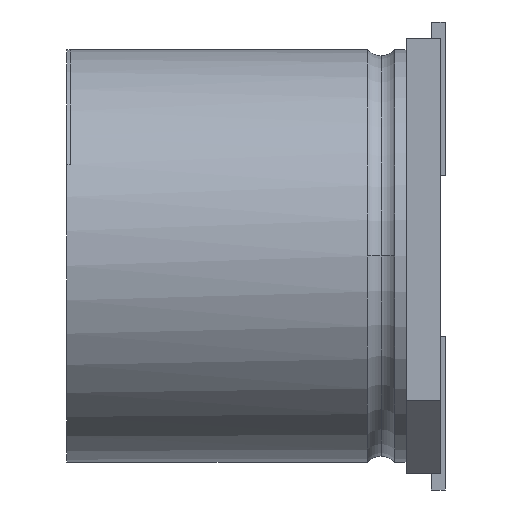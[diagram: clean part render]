
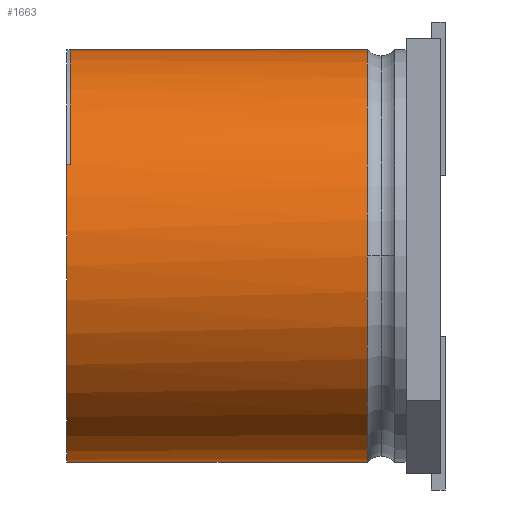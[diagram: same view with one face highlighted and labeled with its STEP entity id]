
A CAD part, left-side view. The second image highlights one B-rep face of the part: STEP entity #1663.
In plain terms, the highlighted cylindrical face has radius 9 mm (diameter 18 mm), a partial arc.
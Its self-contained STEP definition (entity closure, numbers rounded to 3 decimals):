
#16 = AXIS2_PLACEMENT_3D ( 'NONE', #535, #533, #1142 ) ;
#50 = EDGE_CURVE ( 'NONE', #1524, #1003, #932, .T. ) ;
#84 = CARTESIAN_POINT ( 'NONE',  ( 0., 3.4, 9. ) ) ;
#148 = AXIS2_PLACEMENT_3D ( 'NONE', #365, #1291, #508 ) ;
#159 = CARTESIAN_POINT ( 'NONE',  ( 0., 3.4, 0. ) ) ;
#274 = CARTESIAN_POINT ( 'NONE',  ( -8.062, 16.5, 4. ) ) ;
#276 = AXIS2_PLACEMENT_3D ( 'NONE', #307, #737, #1204 ) ;
#287 = CARTESIAN_POINT ( 'NONE',  ( 0., 16.5, -9. ) ) ;
#307 = CARTESIAN_POINT ( 'NONE',  ( 0., 16.5, 0. ) ) ;
#365 = CARTESIAN_POINT ( 'NONE',  ( 0., 3.4, 0. ) ) ;
#374 = ORIENTED_EDGE ( 'NONE', *, *, #470, .F. ) ;
#381 = DIRECTION ( 'NONE',  ( 0., -1., 0. ) ) ;
#415 = CARTESIAN_POINT ( 'NONE',  ( 0., 16.35, 0. ) ) ;
#440 = LINE ( 'NONE', #1248, #1765 ) ;
#470 = EDGE_CURVE ( 'NONE', #1619, #1003, #874, .T. ) ;
#508 = DIRECTION ( 'NONE',  ( 1., 0., 0. ) ) ;
#533 = DIRECTION ( 'NONE',  ( 0., 1., 0. ) ) ;
#535 = CARTESIAN_POINT ( 'NONE',  ( 0., 16.5, 0. ) ) ;
#586 = CYLINDRICAL_SURFACE ( 'NONE', #276, 9. ) ;
#612 = DIRECTION ( 'NONE',  ( 1., 0., 0. ) ) ;
#664 = FACE_OUTER_BOUND ( 'NONE', #1690, .T. ) ;
#671 = CARTESIAN_POINT ( 'NONE',  ( 0., 16.5, 9. ) ) ;
#693 = VERTEX_POINT ( 'NONE', #274 ) ;
#737 = DIRECTION ( 'NONE',  ( 0., -1., 0. ) ) ;
#783 = LINE ( 'NONE', #671, #954 ) ;
#793 = VERTEX_POINT ( 'NONE', #1534 ) ;
#845 = EDGE_CURVE ( 'NONE', #1433, #1619, #1558, .T. ) ;
#867 = CARTESIAN_POINT ( 'NONE',  ( -8.062, 16.35, 4. ) ) ;
#874 = CIRCLE ( 'NONE', #148, 9. ) ;
#930 = EDGE_CURVE ( 'NONE', #1194, #693, #440, .T. ) ;
#932 = LINE ( 'NONE', #287, #1634 ) ;
#954 = VECTOR ( 'NONE', #381, 1000. ) ;
#1003 = VERTEX_POINT ( 'NONE', #1105 ) ;
#1017 = DIRECTION ( 'NONE',  ( 0., 1., 0. ) ) ;
#1028 = ORIENTED_EDGE ( 'NONE', *, *, #1444, .F. ) ;
#1081 = AXIS2_PLACEMENT_3D ( 'NONE', #159, #1846, #612 ) ;
#1105 = CARTESIAN_POINT ( 'NONE',  ( 0., 3.4, -9. ) ) ;
#1142 = DIRECTION ( 'NONE',  ( 0., 0., 1. ) ) ;
#1189 = CIRCLE ( 'NONE', #16, 9. ) ;
#1191 = ORIENTED_EDGE ( 'NONE', *, *, #50, .T. ) ;
#1193 = DIRECTION ( 'NONE',  ( 0., -1., 0. ) ) ;
#1194 = VERTEX_POINT ( 'NONE', #867 ) ;
#1204 = DIRECTION ( 'NONE',  ( 0., 0., -1. ) ) ;
#1248 = CARTESIAN_POINT ( 'NONE',  ( -8.062, 16.35, 4. ) ) ;
#1291 = DIRECTION ( 'NONE',  ( 0., -1., 0. ) ) ;
#1384 = ORIENTED_EDGE ( 'NONE', *, *, #1437, .F. ) ;
#1433 = VERTEX_POINT ( 'NONE', #84 ) ;
#1437 = EDGE_CURVE ( 'NONE', #793, #1433, #783, .T. ) ;
#1444 = EDGE_CURVE ( 'NONE', #1524, #693, #1189, .T. ) ;
#1458 = ORIENTED_EDGE ( 'NONE', *, *, #1547, .F. ) ;
#1484 = CARTESIAN_POINT ( 'NONE',  ( -9., 3.4, 0. ) ) ;
#1524 = VERTEX_POINT ( 'NONE', #1620 ) ;
#1534 = CARTESIAN_POINT ( 'NONE',  ( 0., 16.35, 9. ) ) ;
#1545 = AXIS2_PLACEMENT_3D ( 'NONE', #415, #1017, #1773 ) ;
#1547 = EDGE_CURVE ( 'NONE', #1194, #793, #1728, .T. ) ;
#1558 = CIRCLE ( 'NONE', #1081, 9. ) ;
#1619 = VERTEX_POINT ( 'NONE', #1484 ) ;
#1620 = CARTESIAN_POINT ( 'NONE',  ( 0., 16.5, -9. ) ) ;
#1634 = VECTOR ( 'NONE', #1193, 1000. ) ;
#1663 = ADVANCED_FACE ( 'NONE', ( #664 ), #586, .T. ) ;
#1690 = EDGE_LOOP ( 'NONE', ( #1384, #1458, #1736, #1028, #1191, #374, #1732 ) ) ;
#1728 = CIRCLE ( 'NONE', #1545, 9. ) ;
#1732 = ORIENTED_EDGE ( 'NONE', *, *, #845, .F. ) ;
#1736 = ORIENTED_EDGE ( 'NONE', *, *, #930, .T. ) ;
#1765 = VECTOR ( 'NONE', #1853, 1000. ) ;
#1773 = DIRECTION ( 'NONE',  ( 0., 0., 1. ) ) ;
#1846 = DIRECTION ( 'NONE',  ( 0., -1., 0. ) ) ;
#1853 = DIRECTION ( 'NONE',  ( 0., 1., 0. ) ) ;
